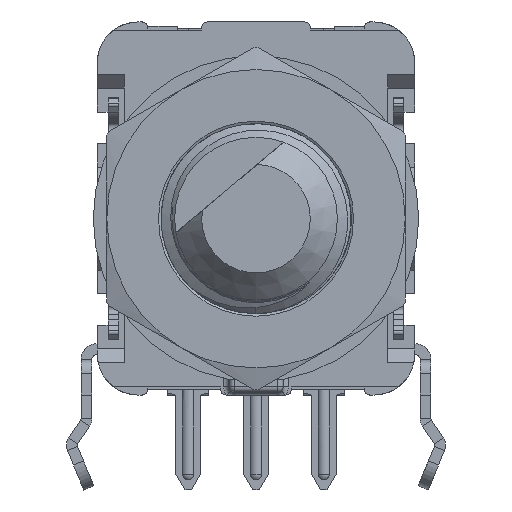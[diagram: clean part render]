
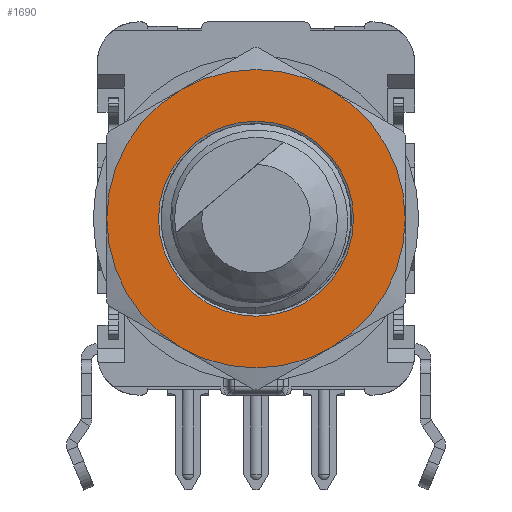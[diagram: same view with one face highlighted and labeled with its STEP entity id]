
A CAD part, front view. The second image highlights one B-rep face of the part: STEP entity #1690.
In plain terms, the highlighted face is planar.
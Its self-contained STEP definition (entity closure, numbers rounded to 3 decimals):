
#1690=ADVANCED_FACE('',(#12220,#12222),#12224,.T.);
#12220=FACE_BOUND('',#12221,.T.);
#12221=EDGE_LOOP('',(#17311,#17312,#17313,#17314,#17315,#17316));
#12222=FACE_BOUND('',#12223,.T.);
#12223=EDGE_LOOP('',(#17317));
#12224=PLANE('',#12225);
#12225=AXIS2_PLACEMENT_3D('',#12226,#12227,#12228);
#12226=CARTESIAN_POINT('',(0.,0.,3.3));
#12227=DIRECTION('',(0.,0.,1.));
#12228=DIRECTION('',(0.,-1.,0.));
#17311=ORIENTED_EDGE('',*,*,#20166,.F.);
#17312=ORIENTED_EDGE('',*,*,#20167,.F.);
#17313=ORIENTED_EDGE('',*,*,#20168,.F.);
#17314=ORIENTED_EDGE('',*,*,#20169,.F.);
#17315=ORIENTED_EDGE('',*,*,#20170,.F.);
#17316=ORIENTED_EDGE('',*,*,#20171,.F.);
#17317=ORIENTED_EDGE('',*,*,#20153,.T.);
#20153=EDGE_CURVE('',#22055,#22055,#22056,.T.);
#20166=EDGE_CURVE('',#22077,#22078,#22079,.T.);
#20167=EDGE_CURVE('',#22080,#22077,#22081,.T.);
#20168=EDGE_CURVE('',#22082,#22080,#22083,.T.);
#20169=EDGE_CURVE('',#22084,#22082,#22085,.T.);
#20170=EDGE_CURVE('',#22086,#22084,#22087,.T.);
#20171=EDGE_CURVE('',#22078,#22086,#22088,.T.);
#22055=VERTEX_POINT('',#27365);
#22056=CIRCLE('',#27366,3.594);
#22077=VERTEX_POINT('',#27872);
#22078=VERTEX_POINT('',#27873);
#22079=CIRCLE('',#27874,5.5);
#22080=VERTEX_POINT('',#27878);
#22081=CIRCLE('',#27879,5.5);
#22082=VERTEX_POINT('',#27883);
#22083=CIRCLE('',#27884,5.5);
#22084=VERTEX_POINT('',#27888);
#22085=CIRCLE('',#27889,5.5);
#22086=VERTEX_POINT('',#27893);
#22087=CIRCLE('',#27894,5.5);
#22088=CIRCLE('',#27898,5.5);
#27365=CARTESIAN_POINT('',(0.,-3.594,3.3));
#27366=AXIS2_PLACEMENT_3D('',#27367,#27368,#27369);
#27367=CARTESIAN_POINT('',(0.,0.,3.3));
#27368=DIRECTION('',(0.,0.,-1.));
#27369=DIRECTION('',(0.,-1.,0.));
#27872=CARTESIAN_POINT('',(5.5,0.,3.3));
#27873=CARTESIAN_POINT('',(2.75,-4.763,3.3));
#27874=AXIS2_PLACEMENT_3D('',#27875,#27876,#27877);
#27875=CARTESIAN_POINT('',(0.,0.,3.3));
#27876=DIRECTION('',(0.,0.,-1.));
#27877=DIRECTION('',(1.,0.,0.));
#27878=CARTESIAN_POINT('',(2.75,4.763,3.3));
#27879=AXIS2_PLACEMENT_3D('',#27880,#27881,#27882);
#27880=CARTESIAN_POINT('',(0.,0.,3.3));
#27881=DIRECTION('',(0.,0.,-1.));
#27882=DIRECTION('',(0.5,0.866,0.));
#27883=CARTESIAN_POINT('',(-2.75,4.763,3.3));
#27884=AXIS2_PLACEMENT_3D('',#27885,#27886,#27887);
#27885=CARTESIAN_POINT('',(0.,0.,3.3));
#27886=DIRECTION('',(0.,0.,-1.));
#27887=DIRECTION('',(-0.5,0.866,0.));
#27888=CARTESIAN_POINT('',(-5.5,0.,3.3));
#27889=AXIS2_PLACEMENT_3D('',#27890,#27891,#27892);
#27890=CARTESIAN_POINT('',(0.,0.,3.3));
#27891=DIRECTION('',(0.,0.,-1.));
#27892=DIRECTION('',(-1.,0.,0.));
#27893=CARTESIAN_POINT('',(-2.75,-4.763,3.3));
#27894=AXIS2_PLACEMENT_3D('',#27895,#27896,#27897);
#27895=CARTESIAN_POINT('',(0.,0.,3.3));
#27896=DIRECTION('',(0.,0.,-1.));
#27897=DIRECTION('',(-0.5,-0.866,0.));
#27898=AXIS2_PLACEMENT_3D('',#27899,#27900,#27901);
#27899=CARTESIAN_POINT('',(0.,0.,3.3));
#27900=DIRECTION('',(0.,0.,-1.));
#27901=DIRECTION('',(0.5,-0.866,0.));
